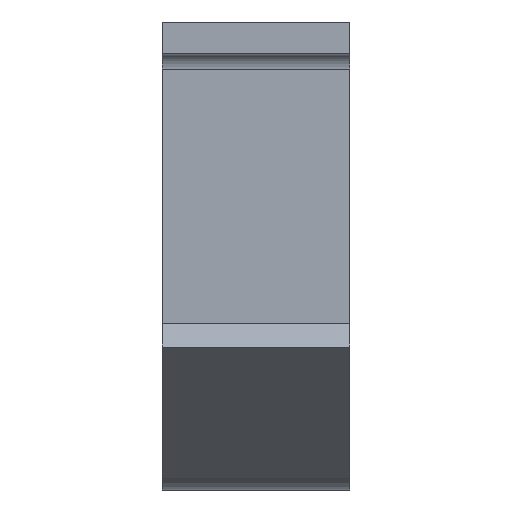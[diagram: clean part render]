
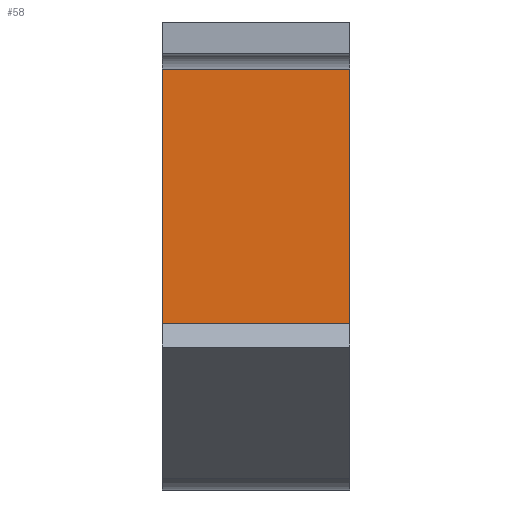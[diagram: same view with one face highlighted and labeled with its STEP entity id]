
A CAD part, top view. The second image highlights one B-rep face of the part: STEP entity #58.
In plain terms, the highlighted planar face has unit normal (0, 0, 1).
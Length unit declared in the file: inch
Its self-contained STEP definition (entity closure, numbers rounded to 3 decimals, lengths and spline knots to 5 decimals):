
#1 = CARTESIAN_POINT ( 'NONE',  ( -0.75, 0.125, 0. ) ) ;
#5 = VERTEX_POINT ( 'NONE', #366 ) ;
#7 = VECTOR ( 'NONE', #650, 39.37008 ) ;
#35 = ORIENTED_EDGE ( 'NONE', *, *, #162, .T. ) ;
#47 = CARTESIAN_POINT ( 'NONE',  ( 0.75, 0.125, 0. ) ) ;
#51 = CARTESIAN_POINT ( 'NONE',  ( 0.75, 0.125, 0. ) ) ;
#52 = ORIENTED_EDGE ( 'NONE', *, *, #581, .F. ) ;
#56 = DIRECTION ( 'NONE',  ( 1., 0., 0. ) ) ;
#58 = ADVANCED_FACE ( 'NONE', ( #580 ), #356, .T. ) ;
#63 = CARTESIAN_POINT ( 'NONE',  ( 0.75, 0.125, 0. ) ) ;
#90 = EDGE_CURVE ( 'NONE', #451, #5, #276, .T. ) ;
#124 = DIRECTION ( 'NONE',  ( -1., 0., 0. ) ) ;
#133 = DIRECTION ( 'NONE',  ( -1., 0., 0. ) ) ;
#162 = EDGE_CURVE ( 'NONE', #446, #451, #166, .T. ) ;
#166 = LINE ( 'NONE', #63, #7 ) ;
#181 = ORIENTED_EDGE ( 'NONE', *, *, #388, .F. ) ;
#187 = LINE ( 'NONE', #51, #566 ) ;
#224 = CARTESIAN_POINT ( 'NONE',  ( 0.75, 3.125, 0. ) ) ;
#233 = ORIENTED_EDGE ( 'NONE', *, *, #90, .T. ) ;
#276 = LINE ( 'NONE', #224, #659 ) ;
#306 = LINE ( 'NONE', #530, #324 ) ;
#309 = DIRECTION ( 'NONE',  ( 0., 1., 0. ) ) ;
#324 = VECTOR ( 'NONE', #309, 39.37008 ) ;
#350 = EDGE_LOOP ( 'NONE', ( #181, #52, #35, #233 ) ) ;
#356 = PLANE ( 'NONE',  #636 ) ;
#366 = CARTESIAN_POINT ( 'NONE',  ( -0.75, 3.125, 0. ) ) ;
#372 = DIRECTION ( 'NONE',  ( 0., 0., 1. ) ) ;
#388 = EDGE_CURVE ( 'NONE', #621, #5, #306, .T. ) ;
#421 = CARTESIAN_POINT ( 'NONE',  ( 0.75, 3.125, 0. ) ) ;
#446 = VERTEX_POINT ( 'NONE', #47 ) ;
#451 = VERTEX_POINT ( 'NONE', #421 ) ;
#524 = CARTESIAN_POINT ( 'NONE',  ( 0.75, 0.125, 0. ) ) ;
#530 = CARTESIAN_POINT ( 'NONE',  ( -0.75, 0.125, 0. ) ) ;
#566 = VECTOR ( 'NONE', #133, 39.37008 ) ;
#580 = FACE_OUTER_BOUND ( 'NONE', #350, .T. ) ;
#581 = EDGE_CURVE ( 'NONE', #446, #621, #187, .T. ) ;
#621 = VERTEX_POINT ( 'NONE', #1 ) ;
#636 = AXIS2_PLACEMENT_3D ( 'NONE', #524, #372, #56 ) ;
#650 = DIRECTION ( 'NONE',  ( 0., 1., 0. ) ) ;
#659 = VECTOR ( 'NONE', #124, 39.37008 ) ;
